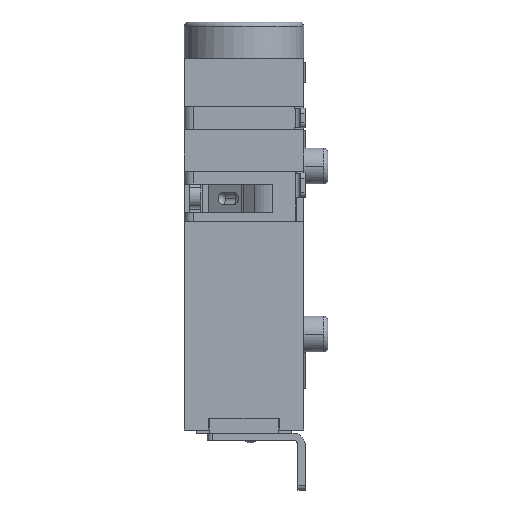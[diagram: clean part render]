
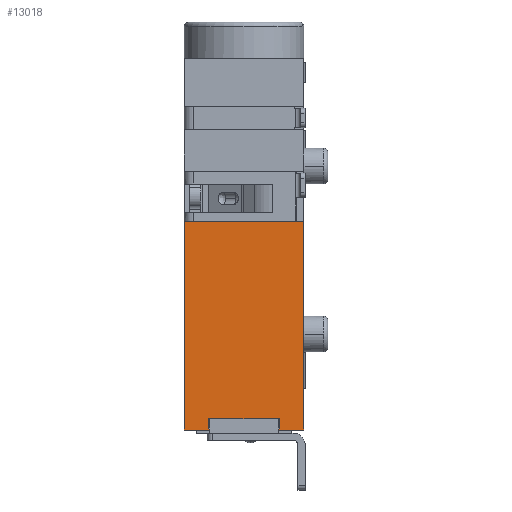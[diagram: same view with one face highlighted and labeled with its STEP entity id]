
A CAD part, left-side view. The second image highlights one B-rep face of the part: STEP entity #13018.
In plain terms, the highlighted planar face has unit normal (-1, 0, 0).
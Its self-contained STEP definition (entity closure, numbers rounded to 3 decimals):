
#678=DIRECTION('',(0.,0.,1.));
#679=VECTOR('',#678,8.675);
#680=CARTESIAN_POINT('',(-3.,2.5,-17.));
#681=LINE('',#680,#679);
#1155=DIRECTION('',(0.,0.,-1.));
#1156=VECTOR('',#1155,8.675);
#1157=CARTESIAN_POINT('',(-3.,-2.5,-8.325));
#1158=LINE('',#1157,#1156);
#3331=DIRECTION('',(0.,-1.,0.));
#3332=VECTOR('',#3331,2.95);
#3333=CARTESIAN_POINT('',(-3.,1.475,-16.53));
#3334=LINE('',#3333,#3332);
#3335=DIRECTION('',(0.,-1.,0.));
#3336=VECTOR('',#3335,1.025);
#3337=CARTESIAN_POINT('',(-3.,2.5,-17.));
#3338=LINE('',#3337,#3336);
#3339=DIRECTION('',(0.,1.,0.));
#3340=VECTOR('',#3339,5.);
#3341=CARTESIAN_POINT('',(-3.,-2.5,-8.325));
#3342=LINE('',#3341,#3340);
#3343=DIRECTION('',(0.,-1.,0.));
#3344=VECTOR('',#3343,1.025);
#3345=CARTESIAN_POINT('',(-3.,-1.475,-17.));
#3346=LINE('',#3345,#3344);
#3351=DIRECTION('',(0.,0.,1.));
#3352=VECTOR('',#3351,0.47);
#3353=CARTESIAN_POINT('',(-3.,-1.475,-17.));
#3354=LINE('',#3353,#3352);
#4875=DIRECTION('',(0.,0.,-1.));
#4876=VECTOR('',#4875,0.47);
#4877=CARTESIAN_POINT('',(-3.,1.475,-16.53));
#4878=LINE('',#4877,#4876);
#8702=CARTESIAN_POINT('',(-3.,2.5,-8.325));
#8703=VERTEX_POINT('',#8702);
#8704=CARTESIAN_POINT('',(-3.,-2.5,-8.325));
#8705=VERTEX_POINT('',#8704);
#8852=CARTESIAN_POINT('',(-3.,1.475,-17.));
#8853=VERTEX_POINT('',#8852);
#8854=CARTESIAN_POINT('',(-3.,2.5,-17.));
#8855=VERTEX_POINT('',#8854);
#8858=CARTESIAN_POINT('',(-3.,1.475,-16.53));
#8859=VERTEX_POINT('',#8858);
#8862=CARTESIAN_POINT('',(-3.,-1.475,-17.));
#8863=CARTESIAN_POINT('',(-3.,-1.475,-16.53));
#8864=VERTEX_POINT('',#8862);
#8865=VERTEX_POINT('',#8863);
#8866=CARTESIAN_POINT('',(-3.,-2.5,-17.));
#8867=VERTEX_POINT('',#8866);
#12998=CARTESIAN_POINT('',(-3.,-2.6,-17.174));
#12999=DIRECTION('',(-1.,0.,0.));
#13000=DIRECTION('',(0.,-0.707,0.707));
#13001=AXIS2_PLACEMENT_3D('',#12998,#12999,#13000);
#13002=PLANE('',#13001);
#13004=ORIENTED_EDGE('',*,*,#13003,.T.);
#13005=ORIENTED_EDGE('',*,*,#12984,.F.);
#13007=ORIENTED_EDGE('',*,*,#13006,.T.);
#13009=ORIENTED_EDGE('',*,*,#13008,.F.);
#13010=ORIENTED_EDGE('',*,*,#9792,.T.);
#13012=ORIENTED_EDGE('',*,*,#13011,.F.);
#13013=ORIENTED_EDGE('',*,*,#10318,.T.);
#13015=ORIENTED_EDGE('',*,*,#13014,.F.);
#13016=EDGE_LOOP('',(#13004,#13005,#13007,#13009,#13010,#13012,#13013,#13015));
#13017=FACE_OUTER_BOUND('',#13016,.F.);
#9792=EDGE_CURVE('',#8855,#8703,#681,.T.);
#10318=EDGE_CURVE('',#8705,#8867,#1158,.T.);
#12984=EDGE_CURVE('',#8859,#8865,#3334,.T.);
#13003=EDGE_CURVE('',#8864,#8865,#3354,.T.);
#13006=EDGE_CURVE('',#8859,#8853,#4878,.T.);
#13008=EDGE_CURVE('',#8855,#8853,#3338,.T.);
#13011=EDGE_CURVE('',#8705,#8703,#3342,.T.);
#13014=EDGE_CURVE('',#8864,#8867,#3346,.T.);
#13018=ADVANCED_FACE('',(#13017),#13002,.T.);
